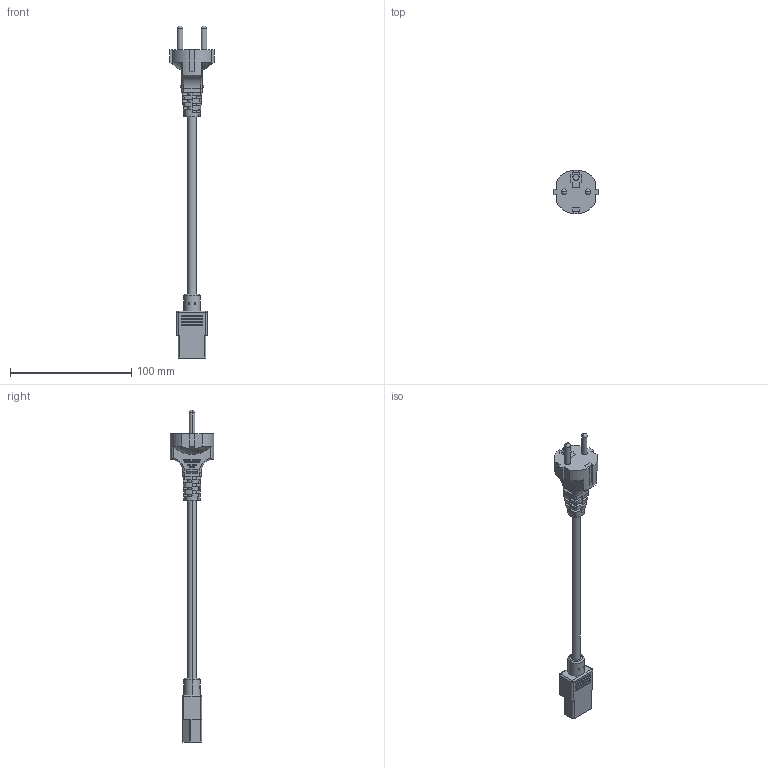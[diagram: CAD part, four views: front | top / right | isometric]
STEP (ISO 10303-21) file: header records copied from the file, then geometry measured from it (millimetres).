
FILE_DESCRIPTION (( 'STEP AP203' ), '1' );
FILE_NAME ('PCM1020.STEP', '2006-06-23T19:45:15', ( 'lcom' ), ( 'lcom' ), 'SwSTEP 2.0', 'SolidWorks 2006004', '' );
FILE_SCHEMA (( 'CONFIG_CONTROL_DESIGN' ));
Length unit declared in the file: inch
Products named in the file (4): VIIG; PCM1020; EN60320-C13; HO5VVF3G1.0mm BLACK
Assembly tree (3 placements, depth 2):
  PCM1020
    VIIG
    EN60320-C13
    HO5VVF3G1.0mm BLACK
Bounding box: 36.32 x 36.2 x 273.77 mm (x, y, z)
Volume: 46635.3 mm3; surface area: 17523.3 mm2
Topology: 3 solids, 3 shells, 315 faces, 902 edges, 583 vertices
Faces by surface type: plane 174, cylinder 103, bspline 20, sphere 12, torus 6
Entity records: 12409 total; most frequent: CARTESIAN_POINT 4141, ORIENTED_EDGE 1748, DIRECTION 1487, EDGE_CURVE 874, VERTEX_POINT 567, AXIS2_PLACEMENT_3D 511, VECTOR 465, LINE 465
